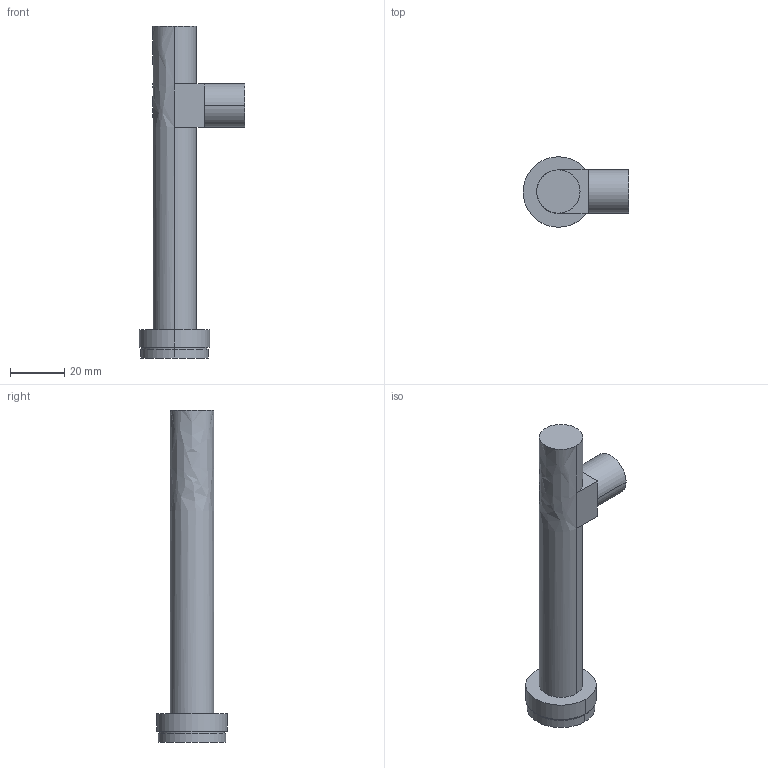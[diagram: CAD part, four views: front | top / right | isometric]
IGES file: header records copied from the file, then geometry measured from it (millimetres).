
Start section:  PTC IGES file: WWL60-65CT.igs
Global section: file name: WWL60-65CT.igs; native system: Pro/ENGINEER by Parametric Technology Corporation; preprocessor: 2009440; author: 56231; organization: Unknown; date: 20170329.111249; units: millimetre
Bounding box: 39 x 26 x 122.6 mm (x, y, z)
Volume: 30614.7 mm3; surface area: 9245.3 mm2
Topology: 1 solids, 1 shells, 31 faces, 62 edges, 38 vertices
Faces by surface type: bspline 16, revolution 15
